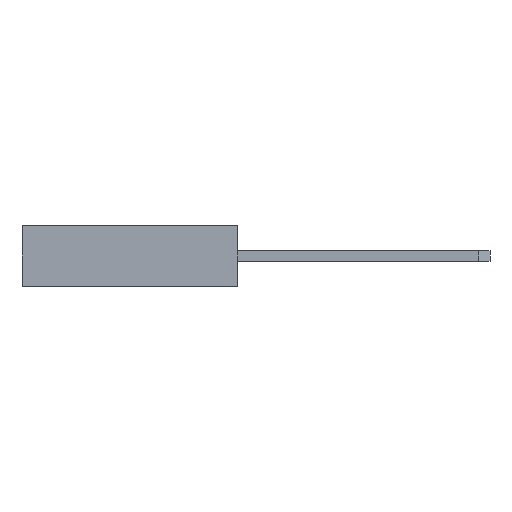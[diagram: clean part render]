
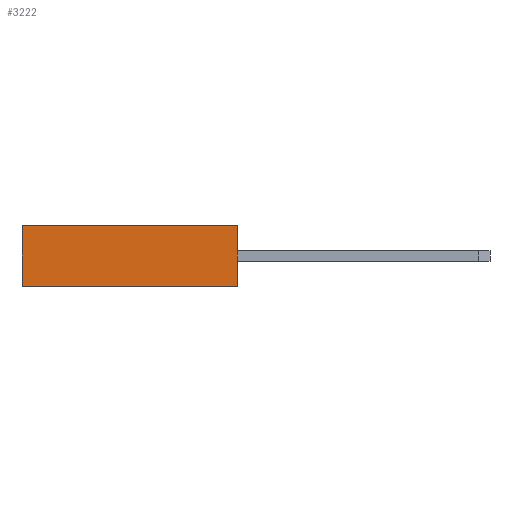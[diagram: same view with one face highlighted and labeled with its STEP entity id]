
A CAD part, left-side view. The second image highlights one B-rep face of the part: STEP entity #3222.
In plain terms, the highlighted planar face has unit normal (-1, 0, 0).
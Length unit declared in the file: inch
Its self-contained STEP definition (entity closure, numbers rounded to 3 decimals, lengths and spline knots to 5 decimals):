
#707=ORIENTED_EDGE('',*,*,#1320,.T.);
#708=ORIENTED_EDGE('',*,*,#1159,.F.);
#709=ORIENTED_EDGE('',*,*,#1341,.F.);
#710=ORIENTED_EDGE('',*,*,#1151,.T.);
#1151=EDGE_CURVE('',#1532,#1531,#1891,.T.);
#1159=EDGE_CURVE('',#1539,#1540,#1899,.T.);
#1320=EDGE_CURVE('',#1531,#1540,#2060,.T.);
#1341=EDGE_CURVE('',#1532,#1539,#2081,.T.);
#1531=VERTEX_POINT('',#4698);
#1532=VERTEX_POINT('',#4700);
#1539=VERTEX_POINT('',#4715);
#1540=VERTEX_POINT('',#4717);
#1891=LINE('',#4699,#2335);
#1899=LINE('',#4716,#2343);
#2060=LINE('',#5037,#2504);
#2081=LINE('',#5069,#2525);
#2335=VECTOR('',#3835,39.37008);
#2343=VECTOR('',#3845,39.37008);
#2504=VECTOR('',#4088,39.37008);
#2525=VECTOR('',#4131,39.37008);
#2686=EDGE_LOOP('',(#707,#708,#709,#710));
#2878=FACE_BOUND('',#2686,.T.);
#3060=PLANE('',#3411);
#3222=ADVANCED_FACE('',(#2878),#3060,.F.);
#3411=AXIS2_PLACEMENT_3D('',#5068,#4129,#4130);
#3835=DIRECTION('',(0.,-1.,0.));
#3845=DIRECTION('',(0.,-1.,0.));
#4088=DIRECTION('',(0.,0.,1.));
#4129=DIRECTION('',(1.,0.,0.));
#4130=DIRECTION('',(0.,0.,-1.));
#4131=DIRECTION('',(0.,0.,1.));
#4698=CARTESIAN_POINT('',(-0.51,0.,-0.0475));
#4699=CARTESIAN_POINT('',(-0.51,0.335,-0.0475));
#4700=CARTESIAN_POINT('',(-0.51,0.335,-0.0475));
#4715=CARTESIAN_POINT('',(-0.51,0.335,0.0475));
#4716=CARTESIAN_POINT('',(-0.51,0.335,0.0475));
#4717=CARTESIAN_POINT('',(-0.51,0.,0.0475));
#5037=CARTESIAN_POINT('',(-0.51,0.,-0.0475));
#5068=CARTESIAN_POINT('',(-0.51,0.335,-0.0475));
#5069=CARTESIAN_POINT('',(-0.51,0.335,-0.0475));
